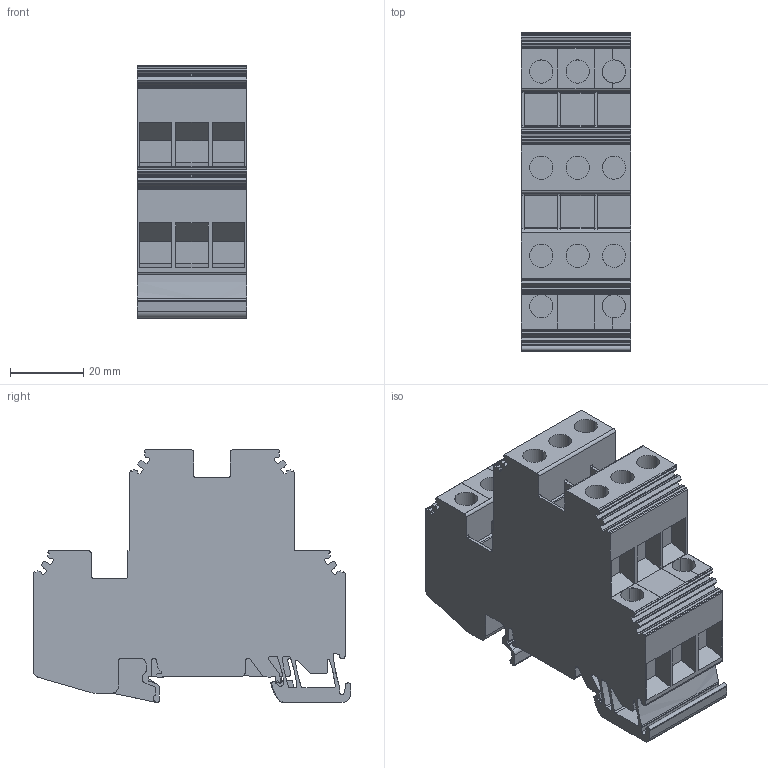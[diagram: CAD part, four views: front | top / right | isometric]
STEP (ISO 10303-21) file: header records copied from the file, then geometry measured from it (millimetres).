
FILE_DESCRIPTION(('CATIA V5 STEP Exchange','CAx-IF Rec.Pracs.--- Model Styling and Organization---1.5--- 2016-08-15','CAx-IF Rec.Pracs.---Supplemental Geometry---1.0---2011-11-01','CAx-IF Rec.Pracs.--- Composite Materials ---1.1---2010-07-15'),'2;1');
FILE_NAME ('D1451789_0', '2025-09-22T05:33:34+00:00', ('none'), ('Weidmueller'), 'CATIA Version 5-6 Release 2024 SP4', 'CATIA V5 STEP AP214 v3', 'none');
FILE_SCHEMA(('AUTOMOTIVE_DESIGN { 1 0 10303 214 1 1 1 1 }'));
Length unit declared in the file: millimetre
Products named in the file (1): 1415540000_WDK_10_SET_BCD
Bounding box: 29.7 x 86.62 x 68.75 mm (x, y, z)
Volume: 104433.3 mm3; surface area: 29334.9 mm2
Topology: 11 solids, 11 shells, 594 faces, 1710 edges, 1156 vertices
Faces by surface type: plane 395, cylinder 167, extrusion 32
Entity records: 18960 total; most frequent: CARTESIAN_POINT 4083, ORIENTED_EDGE 3420, DIRECTION 2446, EDGE_CURVE 1710, VECTOR 1310, LINE 1278, VERTEX_POINT 1156, AXIS2_PLACEMENT_3D 742
